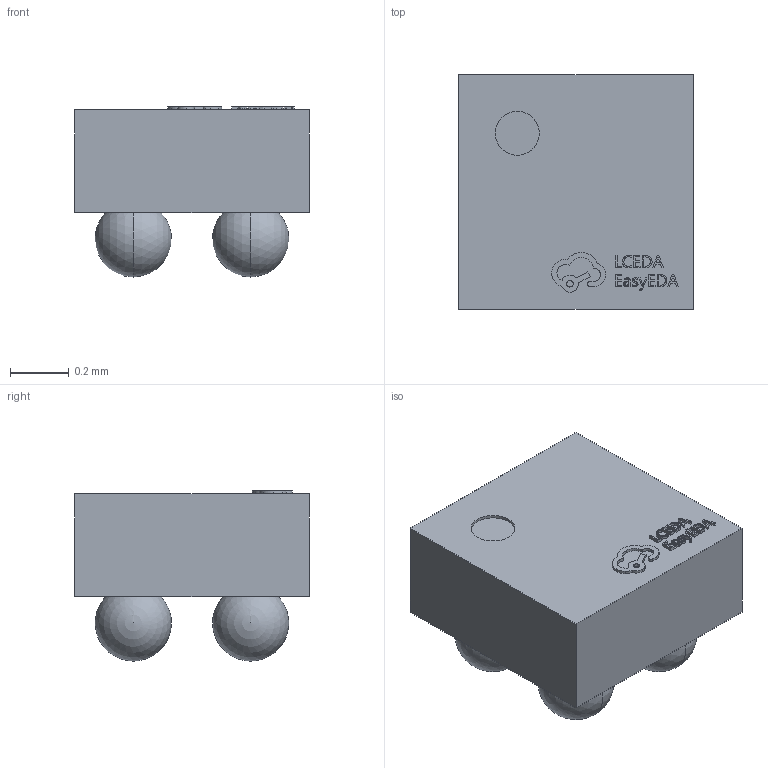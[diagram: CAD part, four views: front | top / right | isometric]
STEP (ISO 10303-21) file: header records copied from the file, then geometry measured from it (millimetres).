
FILE_DESCRIPTION (( 'STEP AP214' ), '1' );
FILE_NAME ('WLCSP-4_L0.8-W0.8-H0.6-P0.4.step', '2022-06-20T11:38:27', ( '' ), ( '' ), 'SwSTEP 2.0', 'SolidWorks 2020', '' );
FILE_SCHEMA (( 'AUTOMOTIVE_DESIGN' ));
Length unit declared in the file: millimetre
Products named in the file (1): WLCSP-4_L0.8-W0.8-H0.6-P0.4
Bounding box: 0.8 x 0.8 x 0.58 mm (x, y, z)
Volume: 0.3 mm3; surface area: 3.1 mm2
Topology: 1 solids, 1 shells, 301 faces, 837 edges, 562 vertices
Faces by surface type: plane 179, bspline 112, sphere 8, cylinder 2
Entity records: 13317 total; most frequent: CARTESIAN_POINT 3765, ORIENTED_EDGE 1626, DIRECTION 989, EDGE_CURVE 813, LINE 561, VECTOR 561, VERTEX_POINT 546, EDGE_LOOP 333
